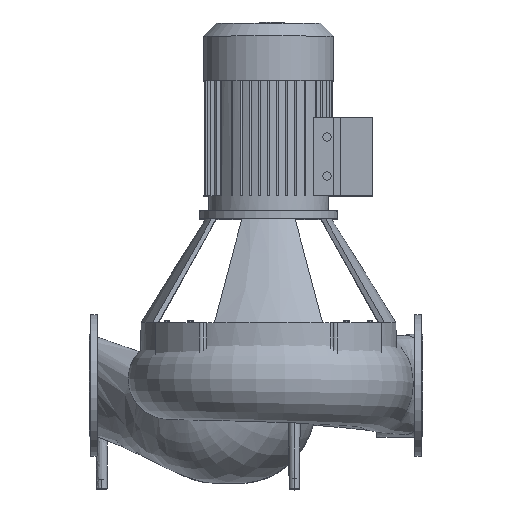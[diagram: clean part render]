
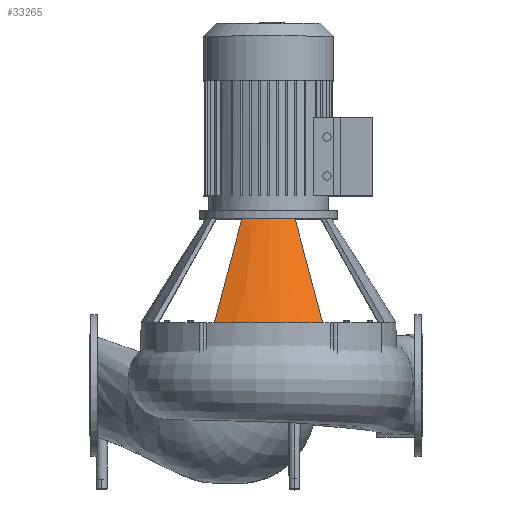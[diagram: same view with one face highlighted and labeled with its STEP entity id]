
A CAD part, top view. The second image highlights one B-rep face of the part: STEP entity #33265.
In plain terms, the highlighted free-form (B-spline) face has degree [3, 3] with [12, 4] control points.
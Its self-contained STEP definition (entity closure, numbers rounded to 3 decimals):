
#32862=CARTESIAN_POINT('',(366.185,399.,486.852));
#32863=VERTEX_POINT('',#32862);
#32864=CARTESIAN_POINT('',(493.815,399.,486.852));
#32865=VERTEX_POINT('',#32864);
#32866=CARTESIAN_POINT('',(366.185,399.,486.852));
#32867=CARTESIAN_POINT('',(376.137,399.,491.493));
#32868=CARTESIAN_POINT('',(386.597,399.,495.044));
#32869=CARTESIAN_POINT('',(408.038,399.,499.797));
#32870=CARTESIAN_POINT('',(419.019,399.,501.0));
#32871=CARTESIAN_POINT('',(435.491,399.,501.0));
#32872=CARTESIAN_POINT('',(440.981,399.,500.7));
#32873=CARTESIAN_POINT('',(451.897,399.,499.505));
#32874=CARTESIAN_POINT('',(457.322,399.,498.609));
#32875=CARTESIAN_POINT('',(473.403,399.,495.044));
#32876=CARTESIAN_POINT('',(483.863,399.,491.493));
#32877=CARTESIAN_POINT('',(493.815,399.,486.852));
#32878=B_SPLINE_CURVE_WITH_KNOTS('',3,(#32866,#32867,#32868,#32869,#32870,#32871,#32872,#32873,#32874,#32875,#32876,#32877),.UNSPECIFIED.,.F.,.U.,(4,2,2,2,2,4),(0.0,0.25,0.5,0.625,0.75,1.0),.UNSPECIFIED.);
#32879=EDGE_CURVE('',#32863,#32865,#32878,.T.);
#33190=CARTESIAN_POINT('',(493.815,399.,486.852));
#33191=CARTESIAN_POINT('',(483.863,399.,491.493));
#33192=CARTESIAN_POINT('',(473.403,399.,495.044));
#33193=CARTESIAN_POINT('',(457.322,399.,498.609));
#33194=CARTESIAN_POINT('',(451.897,399.,499.505));
#33195=CARTESIAN_POINT('',(440.981,399.,500.7));
#33196=CARTESIAN_POINT('',(435.491,399.,501.0));
#33197=CARTESIAN_POINT('',(419.019,399.,501.0));
#33198=CARTESIAN_POINT('',(408.038,399.,499.797));
#33199=CARTESIAN_POINT('',(386.597,399.,495.044));
#33200=CARTESIAN_POINT('',(376.137,399.,491.493));
#33201=CARTESIAN_POINT('',(366.185,399.,486.852));
#33202=CARTESIAN_POINT('',(515.792,315.8,533.98));
#33203=CARTESIAN_POINT('',(502.412,315.8,540.219));
#33204=CARTESIAN_POINT('',(488.35,315.8,544.993));
#33205=CARTESIAN_POINT('',(466.731,315.8,549.786));
#33206=CARTESIAN_POINT('',(459.437,315.8,550.99));
#33207=CARTESIAN_POINT('',(444.763,315.8,552.597));
#33208=CARTESIAN_POINT('',(437.381,315.8,553.0));
#33209=CARTESIAN_POINT('',(415.237,315.8,553.0));
#33210=CARTESIAN_POINT('',(400.475,315.8,551.383));
#33211=CARTESIAN_POINT('',(371.65,315.8,544.993));
#33212=CARTESIAN_POINT('',(357.588,315.8,540.219));
#33213=CARTESIAN_POINT('',(344.208,315.8,533.98));
#33214=CARTESIAN_POINT('',(537.768,232.6,581.108));
#33215=CARTESIAN_POINT('',(520.961,232.6,588.946));
#33216=CARTESIAN_POINT('',(503.297,232.6,594.942));
#33217=CARTESIAN_POINT('',(476.14,232.6,600.962));
#33218=CARTESIAN_POINT('',(466.978,232.6,602.475));
#33219=CARTESIAN_POINT('',(448.544,232.6,604.494));
#33220=CARTESIAN_POINT('',(439.272,232.6,605.0));
#33221=CARTESIAN_POINT('',(411.456,232.6,605.0));
#33222=CARTESIAN_POINT('',(392.912,232.6,602.969));
#33223=CARTESIAN_POINT('',(356.703,232.6,594.942));
#33224=CARTESIAN_POINT('',(339.039,232.6,588.946));
#33225=CARTESIAN_POINT('',(322.232,232.6,581.108));
#33226=CARTESIAN_POINT('',(559.744,149.4,628.236));
#33227=CARTESIAN_POINT('',(539.51,149.4,637.672));
#33228=CARTESIAN_POINT('',(518.243,149.4,644.891));
#33229=CARTESIAN_POINT('',(485.549,149.4,652.139));
#33230=CARTESIAN_POINT('',(474.519,149.4,653.96));
#33231=CARTESIAN_POINT('',(452.326,149.4,656.391));
#33232=CARTESIAN_POINT('',(441.163,149.4,657.0));
#33233=CARTESIAN_POINT('',(407.674,149.4,657.0));
#33234=CARTESIAN_POINT('',(385.35,149.4,654.555));
#33235=CARTESIAN_POINT('',(341.757,149.4,644.891));
#33236=CARTESIAN_POINT('',(320.49,149.4,637.672));
#33237=CARTESIAN_POINT('',(300.256,149.4,628.236));
#33238=B_SPLINE_SURFACE_WITH_KNOTS('',3,3,((#33190,#33202,#33214,#33226),(#33191,#33203,#33215,#33227),(#33192,#33204,#33216,#33228),(#33193,#33205,#33217,#33229),(#33194,#33206,#33218,#33230),(#33195,#33207,#33219,#33231),(#33196,#33208,#33220,#33232),(#33197,#33209,#33221,#33233),(#33198,#33210,#33222,#33234),(#33199,#33211,#33223,#33235),(#33200,#33212,#33224,#33236),(#33201,#33213,#33225,#33237)),.UNSPECIFIED.,.F.,.F.,.U.,(4,2,2,2,2,4),(4,4),(0.0,0.25,0.375,0.5,0.75,1.0),(0.0,1.0),.UNSPECIFIED.);
#33239=ORIENTED_EDGE('',*,*,#32879,.F.);
#33240=CARTESIAN_POINT('',(300.256,149.4,628.236));
#33241=VERTEX_POINT('',#33240);
#33242=CARTESIAN_POINT('',(366.185,399.,486.852));
#33243=DIRECTION('',(-0.224,-0.848,0.48));
#33244=VECTOR('',#33243,294.34);
#33245=LINE('',#33242,#33244);
#33246=EDGE_CURVE('',#32863,#33241,#33245,.T.);
#33247=ORIENTED_EDGE('',*,*,#33246,.T.);
#33248=CARTESIAN_POINT('',(559.744,149.4,628.236));
#33249=VERTEX_POINT('',#33248);
#33250=CARTESIAN_POINT('',(430.0,149.4,350.0));
#33251=DIRECTION('',(0.0,-1.0,0.0));
#33252=DIRECTION('',(1.0,0.0,0.0));
#33253=AXIS2_PLACEMENT_3D('',#33250,#33251,#33252);
#33254=CIRCLE('',#33253,307.0);
#33255=EDGE_CURVE('',#33249,#33241,#33254,.T.);
#33256=ORIENTED_EDGE('',*,*,#33255,.F.);
#33257=CARTESIAN_POINT('',(493.815,399.,486.852));
#33258=DIRECTION('',(0.224,-0.848,0.48));
#33259=VECTOR('',#33258,294.34);
#33260=LINE('',#33257,#33259);
#33261=EDGE_CURVE('',#32865,#33249,#33260,.T.);
#33262=ORIENTED_EDGE('',*,*,#33261,.F.);
#33263=EDGE_LOOP('',(#33239,#33247,#33256,#33262));
#33264=FACE_OUTER_BOUND('',#33263,.T.);
#33265=ADVANCED_FACE('',(#33264),#33238,.T.);
